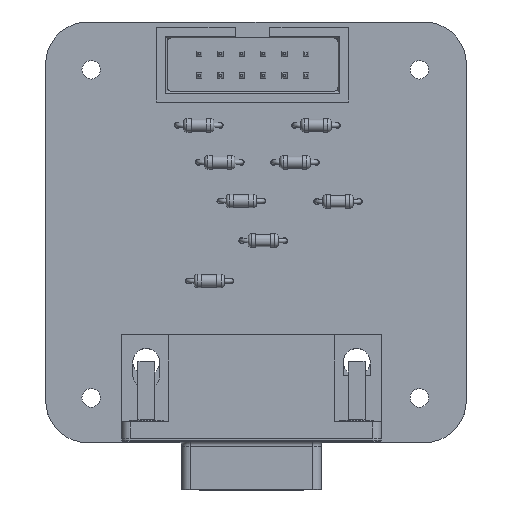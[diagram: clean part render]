
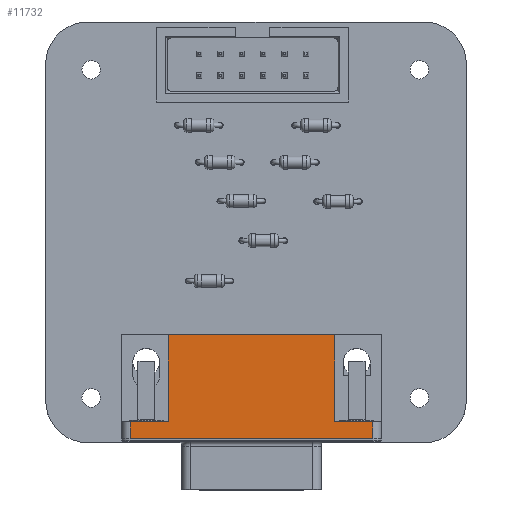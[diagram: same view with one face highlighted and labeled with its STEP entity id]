
A CAD part, top view. The second image highlights one B-rep face of the part: STEP entity #11732.
In plain terms, the highlighted planar face has unit normal (0, 0, 1).
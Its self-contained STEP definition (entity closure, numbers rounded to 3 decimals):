
#11491 = VERTEX_POINT('',#11492);
#11492 = CARTESIAN_POINT('',(-8.86,-10.54,12.5));
#11498 = EDGE_CURVE('',#11499,#11491,#11501,.T.);
#11499 = VERTEX_POINT('',#11500);
#11500 = CARTESIAN_POINT('',(19.94,-10.54,12.5));
#11501 = LINE('',#11502,#11503);
#11502 = CARTESIAN_POINT('',(19.94,-10.54,12.5));
#11503 = VECTOR('',#11504,1.);
#11504 = DIRECTION('',(-1.,0.,0.));
#11732 = ADVANCED_FACE('',(#11733),#11790,.T.);
#11733 = FACE_BOUND('',#11734,.T.);
#11734 = EDGE_LOOP('',(#11735,#11736,#11744,#11752,#11760,#11768,#11776,
    #11784));
#11735 = ORIENTED_EDGE('',*,*,#11498,.F.);
#11736 = ORIENTED_EDGE('',*,*,#11737,.T.);
#11737 = EDGE_CURVE('',#11499,#11738,#11740,.T.);
#11738 = VERTEX_POINT('',#11739);
#11739 = CARTESIAN_POINT('',(19.94,-8.54,12.5));
#11740 = LINE('',#11741,#11742);
#11741 = CARTESIAN_POINT('',(19.94,-10.54,12.5));
#11742 = VECTOR('',#11743,1.);
#11743 = DIRECTION('',(0.,1.,0.));
#11744 = ORIENTED_EDGE('',*,*,#11745,.F.);
#11745 = EDGE_CURVE('',#11746,#11738,#11748,.T.);
#11746 = VERTEX_POINT('',#11747);
#11747 = CARTESIAN_POINT('',(15.44,-8.54,12.5));
#11748 = LINE('',#11749,#11750);
#11749 = CARTESIAN_POINT('',(19.94,-8.54,12.5));
#11750 = VECTOR('',#11751,1.);
#11751 = DIRECTION('',(1.,0.,0.));
#11752 = ORIENTED_EDGE('',*,*,#11753,.F.);
#11753 = EDGE_CURVE('',#11754,#11746,#11756,.T.);
#11754 = VERTEX_POINT('',#11755);
#11755 = CARTESIAN_POINT('',(15.44,1.8,12.5));
#11756 = LINE('',#11757,#11758);
#11757 = CARTESIAN_POINT('',(15.44,-9.54,12.5));
#11758 = VECTOR('',#11759,1.);
#11759 = DIRECTION('',(0.,-1.,0.));
#11760 = ORIENTED_EDGE('',*,*,#11761,.T.);
#11761 = EDGE_CURVE('',#11754,#11762,#11764,.T.);
#11762 = VERTEX_POINT('',#11763);
#11763 = CARTESIAN_POINT('',(-4.36,1.8,12.5));
#11764 = LINE('',#11765,#11766);
#11765 = CARTESIAN_POINT('',(20.94,1.8,12.5));
#11766 = VECTOR('',#11767,1.);
#11767 = DIRECTION('',(-1.,0.,0.));
#11768 = ORIENTED_EDGE('',*,*,#11769,.F.);
#11769 = EDGE_CURVE('',#11770,#11762,#11772,.T.);
#11770 = VERTEX_POINT('',#11771);
#11771 = CARTESIAN_POINT('',(-4.36,-8.54,12.5));
#11772 = LINE('',#11773,#11774);
#11773 = CARTESIAN_POINT('',(-4.36,-9.54,12.5));
#11774 = VECTOR('',#11775,1.);
#11775 = DIRECTION('',(0.,1.,0.));
#11776 = ORIENTED_EDGE('',*,*,#11777,.F.);
#11777 = EDGE_CURVE('',#11778,#11770,#11780,.T.);
#11778 = VERTEX_POINT('',#11779);
#11779 = CARTESIAN_POINT('',(-8.86,-8.54,12.5));
#11780 = LINE('',#11781,#11782);
#11781 = CARTESIAN_POINT('',(6.54,-8.54,12.5));
#11782 = VECTOR('',#11783,1.);
#11783 = DIRECTION('',(1.,0.,0.));
#11784 = ORIENTED_EDGE('',*,*,#11785,.F.);
#11785 = EDGE_CURVE('',#11491,#11778,#11786,.T.);
#11786 = LINE('',#11787,#11788);
#11787 = CARTESIAN_POINT('',(-8.86,-10.54,12.5));
#11788 = VECTOR('',#11789,1.);
#11789 = DIRECTION('',(0.,1.,0.));
#11790 = PLANE('',#11791);
#11791 = AXIS2_PLACEMENT_3D('',#11792,#11793,#11794);
#11792 = CARTESIAN_POINT('',(20.94,-10.54,12.5));
#11793 = DIRECTION('',(0.,0.,1.));
#11794 = DIRECTION('',(-1.,0.,0.));
